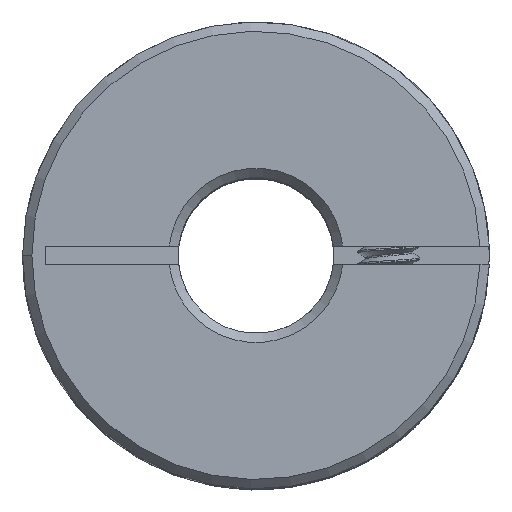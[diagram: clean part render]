
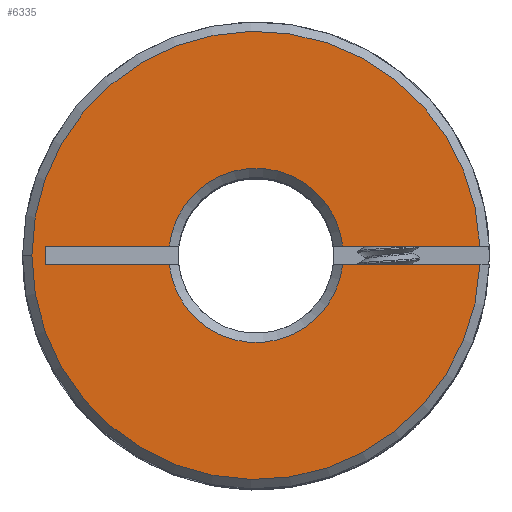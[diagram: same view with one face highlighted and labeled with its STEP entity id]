
A CAD part, top view. The second image highlights one B-rep face of the part: STEP entity #6335.
In plain terms, the highlighted planar face has unit normal (0, 0, 1).
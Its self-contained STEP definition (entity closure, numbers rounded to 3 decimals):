
#7 = DIRECTION ( 'NONE',  ( 0., 0., -1. ) ) ;
#25 = VERTEX_POINT ( 'NONE', #6300 ) ;
#154 = VERTEX_POINT ( 'NONE', #2627 ) ;
#246 = LINE ( 'NONE', #11967, #7575 ) ;
#378 = CIRCLE ( 'NONE', #4865, 2.8 ) ;
#461 = VERTEX_POINT ( 'NONE', #9997 ) ;
#466 = CARTESIAN_POINT ( 'NONE',  ( -6.75, 0.3, 11. ) ) ;
#502 = ORIENTED_EDGE ( 'NONE', *, *, #4343, .F. ) ;
#552 = DIRECTION ( 'NONE',  ( 0., -1., 0. ) ) ;
#753 = ORIENTED_EDGE ( 'NONE', *, *, #6019, .F. ) ;
#887 = CIRCLE ( 'NONE', #10936, 2.8 ) ;
#895 = DIRECTION ( 'NONE',  ( 1., 0., 0. ) ) ;
#1015 = DIRECTION ( 'NONE',  ( 1., 0., 0. ) ) ;
#1093 = EDGE_CURVE ( 'NONE', #8240, #154, #887, .T. ) ;
#1235 = ORIENTED_EDGE ( 'NONE', *, *, #2276, .T. ) ;
#1381 = DIRECTION ( 'NONE',  ( 0., 0., 1. ) ) ;
#1430 = LINE ( 'NONE', #12250, #6189 ) ;
#1543 = DIRECTION ( 'NONE',  ( 1., 0., 0. ) ) ;
#1833 = CARTESIAN_POINT ( 'NONE',  ( 0., 0., 11. ) ) ;
#1845 = CARTESIAN_POINT ( 'NONE',  ( 0., 0., 11. ) ) ;
#2276 = EDGE_CURVE ( 'NONE', #9131, #25, #8954, .T. ) ;
#2627 = CARTESIAN_POINT ( 'NONE',  ( 2.784, 0.3, 11. ) ) ;
#2781 = DIRECTION ( 'NONE',  ( 1., 0., 0. ) ) ;
#2792 = VECTOR ( 'NONE', #4270, 1000. ) ;
#2891 = ORIENTED_EDGE ( 'NONE', *, *, #9489, .F. ) ;
#2902 = DIRECTION ( 'NONE',  ( -1., 0., 0. ) ) ;
#3275 = ORIENTED_EDGE ( 'NONE', *, *, #6579, .F. ) ;
#3462 = DIRECTION ( 'NONE',  ( 1., 0., 0. ) ) ;
#3508 = DIRECTION ( 'NONE',  ( 0., 0., -1. ) ) ;
#3543 = CARTESIAN_POINT ( 'NONE',  ( 0., 0., 11. ) ) ;
#3873 = CARTESIAN_POINT ( 'NONE',  ( -7.2, 0., 11. ) ) ;
#4181 = CARTESIAN_POINT ( 'NONE',  ( 0., 0., 11. ) ) ;
#4270 = DIRECTION ( 'NONE',  ( -1., 0., 0. ) ) ;
#4343 = EDGE_CURVE ( 'NONE', #461, #8256, #8182, .T. ) ;
#4560 = LINE ( 'NONE', #12294, #9412 ) ;
#4760 = CARTESIAN_POINT ( 'NONE',  ( -6.75, 0.3, 11. ) ) ;
#4812 = CARTESIAN_POINT ( 'NONE',  ( -6.75, -0.3, 11. ) ) ;
#4865 = AXIS2_PLACEMENT_3D ( 'NONE', #5696, #7, #6687 ) ;
#5108 = ORIENTED_EDGE ( 'NONE', *, *, #6816, .T. ) ;
#5586 = AXIS2_PLACEMENT_3D ( 'NONE', #4181, #1381, #8069 ) ;
#5604 = LINE ( 'NONE', #466, #2792 ) ;
#5685 = VERTEX_POINT ( 'NONE', #4760 ) ;
#5696 = CARTESIAN_POINT ( 'NONE',  ( 0., 0., 11. ) ) ;
#5723 = FACE_OUTER_BOUND ( 'NONE', #12161, .T. ) ;
#6019 = EDGE_CURVE ( 'NONE', #5685, #461, #246, .T. ) ;
#6189 = VECTOR ( 'NONE', #895, 1000. ) ;
#6300 = CARTESIAN_POINT ( 'NONE',  ( 7.194, -0.3, 11. ) ) ;
#6335 = ADVANCED_FACE ( 'NONE', ( #5723 ), #7112, .T. ) ;
#6578 = ORIENTED_EDGE ( 'NONE', *, *, #1093, .T. ) ;
#6579 = EDGE_CURVE ( 'NONE', #11530, #25, #1430, .T. ) ;
#6687 = DIRECTION ( 'NONE',  ( 1., 0., 0. ) ) ;
#6716 = AXIS2_PLACEMENT_3D ( 'NONE', #1845, #8666, #1543 ) ;
#6816 = EDGE_CURVE ( 'NONE', #8360, #9131, #9833, .T. ) ;
#7112 = PLANE ( 'NONE',  #5586 ) ;
#7159 = EDGE_CURVE ( 'NONE', #11530, #8256, #378, .T. ) ;
#7438 = CARTESIAN_POINT ( 'NONE',  ( -2.784, 0.3, 11. ) ) ;
#7575 = VECTOR ( 'NONE', #552, 1000. ) ;
#7903 = VECTOR ( 'NONE', #1015, 1000. ) ;
#8069 = DIRECTION ( 'NONE',  ( 1., 0., 0. ) ) ;
#8182 = LINE ( 'NONE', #4812, #7903 ) ;
#8240 = VERTEX_POINT ( 'NONE', #7438 ) ;
#8256 = VERTEX_POINT ( 'NONE', #11265 ) ;
#8360 = VERTEX_POINT ( 'NONE', #8579 ) ;
#8413 = EDGE_CURVE ( 'NONE', #8360, #154, #4560, .T. ) ;
#8508 = DIRECTION ( 'NONE',  ( 0., 0., 1. ) ) ;
#8579 = CARTESIAN_POINT ( 'NONE',  ( 7.194, 0.3, 11. ) ) ;
#8666 = DIRECTION ( 'NONE',  ( 0., 0., 1. ) ) ;
#8954 = CIRCLE ( 'NONE', #6716, 7.2 ) ;
#9131 = VERTEX_POINT ( 'NONE', #3873 ) ;
#9412 = VECTOR ( 'NONE', #2902, 1000. ) ;
#9489 = EDGE_CURVE ( 'NONE', #8240, #5685, #5604, .T. ) ;
#9833 = CIRCLE ( 'NONE', #11197, 7.2 ) ;
#9997 = CARTESIAN_POINT ( 'NONE',  ( -6.75, -0.3, 11. ) ) ;
#10288 = ORIENTED_EDGE ( 'NONE', *, *, #7159, .T. ) ;
#10430 = CARTESIAN_POINT ( 'NONE',  ( 2.784, -0.3, 11. ) ) ;
#10936 = AXIS2_PLACEMENT_3D ( 'NONE', #3543, #3508, #3462 ) ;
#10953 = ORIENTED_EDGE ( 'NONE', *, *, #8413, .F. ) ;
#11197 = AXIS2_PLACEMENT_3D ( 'NONE', #1833, #8508, #2781 ) ;
#11265 = CARTESIAN_POINT ( 'NONE',  ( -2.784, -0.3, 11. ) ) ;
#11530 = VERTEX_POINT ( 'NONE', #10430 ) ;
#11967 = CARTESIAN_POINT ( 'NONE',  ( -6.75, 0.3, 11. ) ) ;
#12161 = EDGE_LOOP ( 'NONE', ( #10953, #5108, #1235, #3275, #10288, #502, #753, #2891, #6578 ) ) ;
#12250 = CARTESIAN_POINT ( 'NONE',  ( -6.75, -0.3, 11. ) ) ;
#12294 = CARTESIAN_POINT ( 'NONE',  ( -6.75, 0.3, 11. ) ) ;
